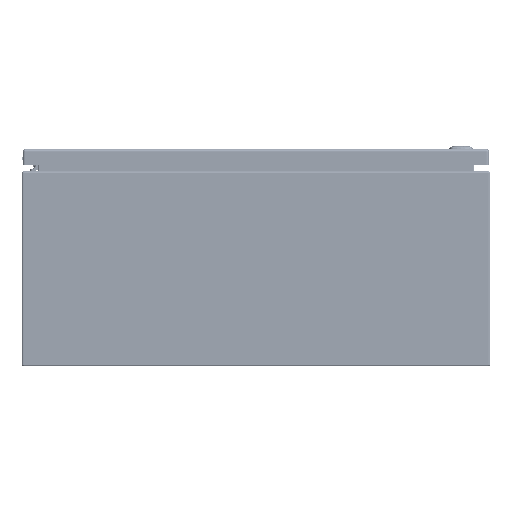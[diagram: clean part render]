
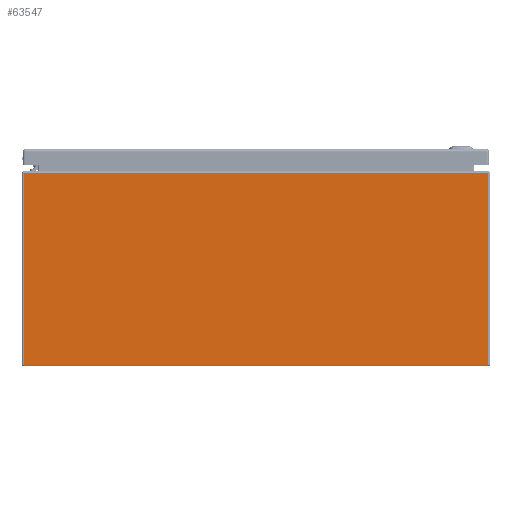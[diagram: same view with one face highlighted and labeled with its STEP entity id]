
A CAD part, front view. The second image highlights one B-rep face of the part: STEP entity #63547.
In plain terms, the highlighted planar face has unit normal (0, -1, 0).
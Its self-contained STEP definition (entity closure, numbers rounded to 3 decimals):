
#7292=LINE('',#85751,#11212);
#7298=LINE('',#85769,#11218);
#7301=LINE('',#85784,#11221);
#7331=LINE('',#85939,#11251);
#11212=VECTOR('',#72717,0.394);
#11218=VECTOR('',#72737,0.394);
#11221=VECTOR('',#72754,0.394);
#11251=VECTOR('',#72936,0.394);
#15962=FACE_OUTER_BOUND('',#19774,.T.);
#19774=EDGE_LOOP('',(#42248,#42249,#42250,#42251));
#25487=VERTEX_POINT('',#85742);
#25490=VERTEX_POINT('',#85749);
#25495=VERTEX_POINT('',#85768);
#25499=VERTEX_POINT('',#85777);
#31977=EDGE_CURVE('',#25490,#25487,#7292,.T.);
#31986=EDGE_CURVE('',#25487,#25495,#7298,.T.);
#31994=EDGE_CURVE('',#25495,#25499,#7301,.T.);
#32072=EDGE_CURVE('',#25499,#25490,#7331,.T.);
#42248=ORIENTED_EDGE('',*,*,#31977,.F.);
#42249=ORIENTED_EDGE('',*,*,#32072,.F.);
#42250=ORIENTED_EDGE('',*,*,#31994,.F.);
#42251=ORIENTED_EDGE('',*,*,#31986,.F.);
#62052=PLANE('',#68231);
#63547=ADVANCED_FACE('',(#15962),#62052,.F.);
#68231=AXIS2_PLACEMENT_3D('',#85938,#72934,#72935);
#72717=DIRECTION('',(0.,0.,1.));
#72737=DIRECTION('',(1.,0.,0.));
#72754=DIRECTION('',(0.,0.,-1.));
#72934=DIRECTION('center_axis',(0.,1.,0.));
#72935=DIRECTION('ref_axis',(0.,0.,1.));
#72936=DIRECTION('',(-1.,0.,0.));
#85742=CARTESIAN_POINT('',(-11.916,-15.,9.916));
#85749=CARTESIAN_POINT('',(-11.916,-15.,0.084));
#85751=CARTESIAN_POINT('',(-11.916,-15.,9.916));
#85768=CARTESIAN_POINT('',(11.916,-15.,9.916));
#85769=CARTESIAN_POINT('',(-11.078,-15.,9.916));
#85777=CARTESIAN_POINT('',(11.916,-15.,0.084));
#85784=CARTESIAN_POINT('',(11.916,-15.,9.916));
#85938=CARTESIAN_POINT('Origin',(11.078,-15.,9.916));
#85939=CARTESIAN_POINT('',(11.518,-15.,0.084));
